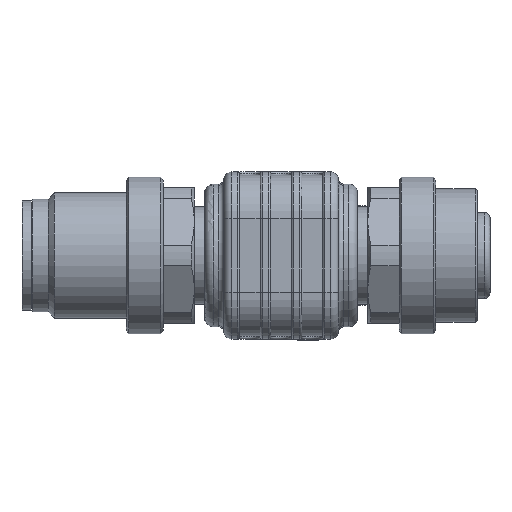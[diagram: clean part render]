
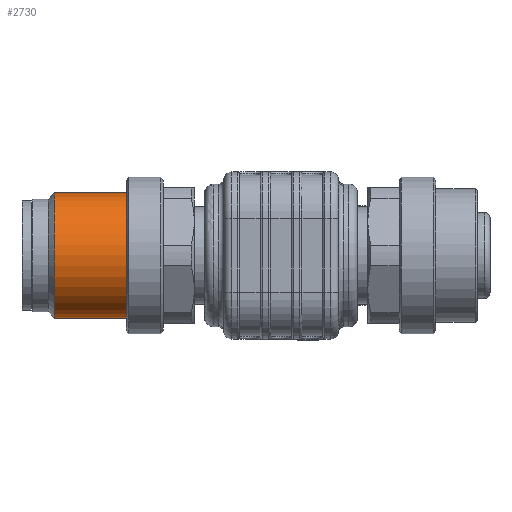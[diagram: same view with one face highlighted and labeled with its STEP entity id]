
A CAD part, left-side view. The second image highlights one B-rep face of the part: STEP entity #2730.
In plain terms, the highlighted cylindrical face has radius 6 mm (diameter 12 mm), a full revolution.
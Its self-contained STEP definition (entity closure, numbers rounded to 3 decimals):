
#1011=FACE_BOUND('',#4725,.T.);
#1012=FACE_BOUND('',#4726,.T.);
#1276=CYLINDRICAL_SURFACE('',#15423,6.);
#1905=CIRCLE('',#15420,6.);
#1906=CIRCLE('',#15422,6.);
#2730=ADVANCED_FACE('',(#1011,#1012),#1276,.T.);
#4725=EDGE_LOOP('',(#8659));
#4726=EDGE_LOOP('',(#8660));
#8659=ORIENTED_EDGE('',*,*,#11979,.F.);
#8660=ORIENTED_EDGE('',*,*,#11978,.T.);
#9994=VERTEX_POINT('',#25856);
#9995=VERTEX_POINT('',#25859);
#11978=EDGE_CURVE('',#9994,#9994,#1905,.T.);
#11979=EDGE_CURVE('',#9995,#9995,#1906,.T.);
#15420=AXIS2_PLACEMENT_3D('',#25855,#19179,#19180);
#15422=AXIS2_PLACEMENT_3D('',#25858,#19183,#19184);
#15423=AXIS2_PLACEMENT_3D('',#25860,#19185,#19186);
#19179=DIRECTION('',(0.,1.,0.));
#19180=DIRECTION('',(-0.866,0.,0.5));
#19183=DIRECTION('',(0.,1.,0.));
#19184=DIRECTION('',(-0.866,0.,0.5));
#19185=DIRECTION('',(0.,1.,0.));
#19186=DIRECTION('',(-0.866,0.,0.5));
#25855=CARTESIAN_POINT('',(0.,14.8,0.));
#25856=CARTESIAN_POINT('',(-5.196,14.8,3.));
#25858=CARTESIAN_POINT('',(0.,21.7,0.));
#25859=CARTESIAN_POINT('',(-5.196,21.7,3.));
#25860=CARTESIAN_POINT('',(0.,23.8,0.));
